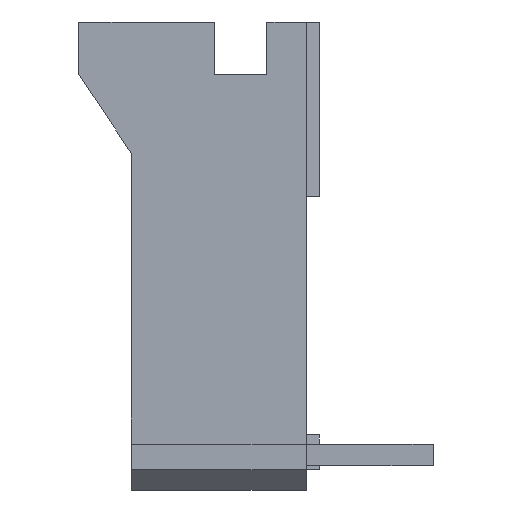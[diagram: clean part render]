
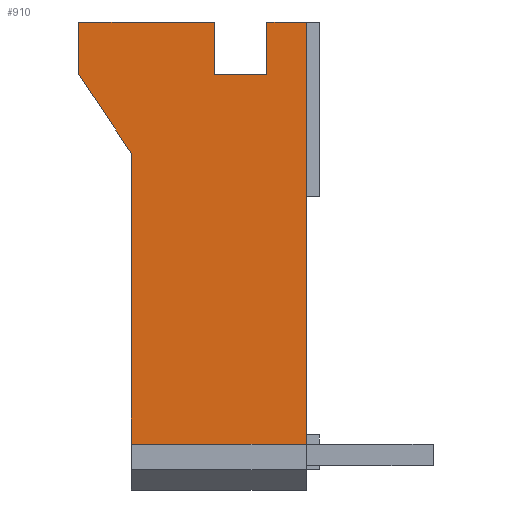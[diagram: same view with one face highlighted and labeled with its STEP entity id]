
A CAD part, left-side view. The second image highlights one B-rep face of the part: STEP entity #910.
In plain terms, the highlighted planar face has unit normal (-1, 0, 0).
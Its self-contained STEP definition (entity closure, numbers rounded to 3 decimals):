
#184 = VERTEX_POINT ( 'NONE', #1417 ) ;
#186 = EDGE_CURVE ( 'NONE', #184, #187, #1416, .T. ) ;
#187 = VERTEX_POINT ( 'NONE', #1412 ) ;
#555 = VERTEX_POINT ( 'NONE', #2081 ) ;
#614 = VERTEX_POINT ( 'NONE', #2170 ) ;
#616 = EDGE_CURVE ( 'NONE', #614, #555, #2169, .T. ) ;
#672 = VERTEX_POINT ( 'NONE', #2266 ) ;
#674 = EDGE_CURVE ( 'NONE', #672, #184, #2265, .T. ) ;
#681 = VERTEX_POINT ( 'NONE', #2251 ) ;
#727 = EDGE_CURVE ( 'NONE', #681, #728, #2325, .T. ) ;
#728 = VERTEX_POINT ( 'NONE', #2316 ) ;
#746 = VERTEX_POINT ( 'NONE', #2307 ) ;
#748 = EDGE_CURVE ( 'NONE', #746, #681, #2368, .T. ) ;
#764 = VERTEX_POINT ( 'NONE', #2342 ) ;
#769 = EDGE_CURVE ( 'NONE', #793, #764, #2341, .T. ) ;
#774 = EDGE_CURVE ( 'NONE', #764, #672, #2393, .T. ) ;
#788 = EDGE_CURVE ( 'NONE', #728, #614, #2384, .T. ) ;
#792 = EDGE_CURVE ( 'NONE', #555, #793, #2369, .T. ) ;
#793 = VERTEX_POINT ( 'NONE', #2428 ) ;
#893 = ORIENTED_EDGE ( 'NONE', *, *, #788, .F. ) ;
#894 = ORIENTED_EDGE ( 'NONE', *, *, #727, .F. ) ;
#895 = ORIENTED_EDGE ( 'NONE', *, *, #748, .F. ) ;
#896 = ORIENTED_EDGE ( 'NONE', *, *, #897, .F. ) ;
#897 = EDGE_CURVE ( 'NONE', #187, #746, #2533, .T. ) ;
#898 = ORIENTED_EDGE ( 'NONE', *, *, #186, .F. ) ;
#899 = ORIENTED_EDGE ( 'NONE', *, *, #674, .F. ) ;
#900 = ORIENTED_EDGE ( 'NONE', *, *, #774, .F. ) ;
#910 = ADVANCED_FACE ( 'NONE', ( #2576 ), #2575, .F. ) ;
#911 = EDGE_LOOP ( 'NONE', ( #912, #913, #914, #893, #894, #895, #896, #898, #899, #900 ) ) ;
#912 = ORIENTED_EDGE ( 'NONE', *, *, #769, .F. ) ;
#913 = ORIENTED_EDGE ( 'NONE', *, *, #792, .F. ) ;
#914 = ORIENTED_EDGE ( 'NONE', *, *, #616, .F. ) ;
#1412 = CARTESIAN_POINT ( 'NONE',  ( -3.81, -2.54, 0. ) ) ;
#1413 = DIRECTION ( 'NONE',  ( 0., -1., 0. ) ) ;
#1414 = VECTOR ( 'NONE', #1413, 1000. ) ;
#1415 = CARTESIAN_POINT ( 'NONE',  ( -3.81, 4.064, 0. ) ) ;
#1416 = LINE ( 'NONE', #1415, #1414 ) ;
#1417 = CARTESIAN_POINT ( 'NONE',  ( -3.81, -1.397, 0. ) ) ;
#2081 = CARTESIAN_POINT ( 'NONE',  ( -3.81, 4.064, 0. ) ) ;
#2166 = DIRECTION ( 'NONE',  ( 0., 0., 1. ) ) ;
#2167 = VECTOR ( 'NONE', #2166, 1000. ) ;
#2168 = CARTESIAN_POINT ( 'NONE',  ( -3.81, 4.064, -1.524 ) ) ;
#2169 = LINE ( 'NONE', #2168, #2167 ) ;
#2170 = CARTESIAN_POINT ( 'NONE',  ( -3.81, 4.064, -1.524 ) ) ;
#2251 = CARTESIAN_POINT ( 'NONE',  ( -3.81, 2.54, -12.256 ) ) ;
#2262 = DIRECTION ( 'NONE',  ( 0., 0., 1. ) ) ;
#2263 = VECTOR ( 'NONE', #2262, 1000. ) ;
#2264 = CARTESIAN_POINT ( 'NONE',  ( -3.81, -1.397, 0. ) ) ;
#2265 = LINE ( 'NONE', #2264, #2263 ) ;
#2266 = CARTESIAN_POINT ( 'NONE',  ( -3.81, -1.397, -1.524 ) ) ;
#2307 = CARTESIAN_POINT ( 'NONE',  ( -3.81, -2.54, -12.256 ) ) ;
#2316 = CARTESIAN_POINT ( 'NONE',  ( -3.81, 2.54, -3.81 ) ) ;
#2317 = DIRECTION ( 'NONE',  ( 0., 0., 1. ) ) ;
#2318 = VECTOR ( 'NONE', #2317, 1000. ) ;
#2319 = CARTESIAN_POINT ( 'NONE',  ( -3.81, 2.54, 0. ) ) ;
#2325 = LINE ( 'NONE', #2319, #2318 ) ;
#2338 = DIRECTION ( 'NONE',  ( 0., 0., -1. ) ) ;
#2339 = VECTOR ( 'NONE', #2338, 1000. ) ;
#2340 = CARTESIAN_POINT ( 'NONE',  ( -3.81, 0.127, 0. ) ) ;
#2341 = LINE ( 'NONE', #2340, #2339 ) ;
#2342 = CARTESIAN_POINT ( 'NONE',  ( -3.81, 0.127, -1.524 ) ) ;
#2365 = DIRECTION ( 'NONE',  ( 0., 1., 0. ) ) ;
#2366 = VECTOR ( 'NONE', #2365, 1000. ) ;
#2367 = CARTESIAN_POINT ( 'NONE',  ( -3.81, 0., -12.256 ) ) ;
#2368 = LINE ( 'NONE', #2367, #2366 ) ;
#2369 = LINE ( 'NONE', #2431, #2430 ) ;
#2376 = DIRECTION ( 'NONE',  ( 0., 0.555, 0.832 ) ) ;
#2377 = VECTOR ( 'NONE', #2376, 1000. ) ;
#2378 = CARTESIAN_POINT ( 'NONE',  ( -3.81, 2.54, -3.81 ) ) ;
#2384 = LINE ( 'NONE', #2378, #2377 ) ;
#2390 = DIRECTION ( 'NONE',  ( 0., -1., 0. ) ) ;
#2391 = VECTOR ( 'NONE', #2390, 1000. ) ;
#2392 = CARTESIAN_POINT ( 'NONE',  ( -3.81, 0., -1.524 ) ) ;
#2393 = LINE ( 'NONE', #2392, #2391 ) ;
#2428 = CARTESIAN_POINT ( 'NONE',  ( -3.81, 0.127, 0. ) ) ;
#2429 = DIRECTION ( 'NONE',  ( 0., -1., 0. ) ) ;
#2430 = VECTOR ( 'NONE', #2429, 1000. ) ;
#2431 = CARTESIAN_POINT ( 'NONE',  ( -3.81, 0., 0. ) ) ;
#2530 = DIRECTION ( 'NONE',  ( 0., 0., -1. ) ) ;
#2531 = VECTOR ( 'NONE', #2530, 1000. ) ;
#2532 = CARTESIAN_POINT ( 'NONE',  ( -3.81, -2.54, 0. ) ) ;
#2533 = LINE ( 'NONE', #2532, #2531 ) ;
#2571 = DIRECTION ( 'NONE',  ( 0., 0., -1. ) ) ;
#2572 = DIRECTION ( 'NONE',  ( 1., 0., 0. ) ) ;
#2573 = CARTESIAN_POINT ( 'NONE',  ( -3.81, 0., 0. ) ) ;
#2574 = AXIS2_PLACEMENT_3D ( 'NONE', #2573, #2572, #2571 ) ;
#2575 = PLANE ( 'NONE',  #2574 ) ;
#2576 = FACE_OUTER_BOUND ( 'NONE', #911, .T. ) ;
